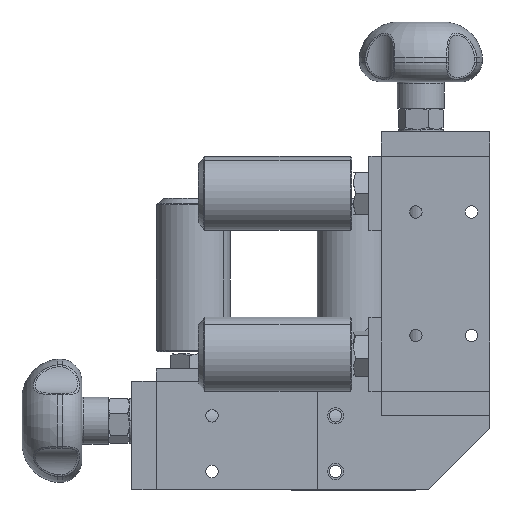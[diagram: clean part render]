
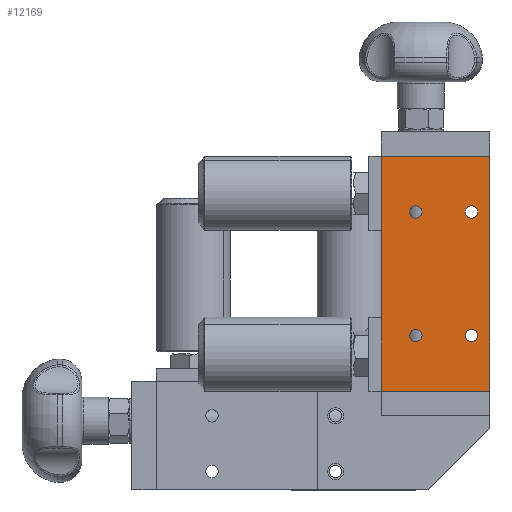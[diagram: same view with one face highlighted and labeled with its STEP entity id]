
A CAD part, left-side view. The second image highlights one B-rep face of the part: STEP entity #12169.
In plain terms, the highlighted planar face has unit normal (-1, 0, 0).
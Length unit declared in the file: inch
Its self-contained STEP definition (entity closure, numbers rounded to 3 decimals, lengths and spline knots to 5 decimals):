
#211 = DIRECTION ( 'NONE',  ( 0., 0., 1. ) ) ;
#596 = ORIENTED_EDGE ( 'NONE', *, *, #6866, .F. ) ;
#904 = CARTESIAN_POINT ( 'NONE',  ( -1.42737, -0.57404, 6.2873 ) ) ;
#986 = VERTEX_POINT ( 'NONE', #904 ) ;
#1116 = DIRECTION ( 'NONE',  ( 0., -1., 0. ) ) ;
#1256 = AXIS2_PLACEMENT_3D ( 'NONE', #14414, #3665, #10019 ) ;
#1288 = CARTESIAN_POINT ( 'NONE',  ( -1.42737, 0.31179, 4.31879 ) ) ;
#1503 = AXIS2_PLACEMENT_3D ( 'NONE', #11015, #1966, #17102 ) ;
#1966 = DIRECTION ( 'NONE',  ( -1., 0., 0. ) ) ;
#2972 = CIRCLE ( 'NONE', #18568, 0.09843 ) ;
#3102 = ORIENTED_EDGE ( 'NONE', *, *, #19266, .F. ) ;
#3146 = EDGE_LOOP ( 'NONE', ( #13822, #9002 ) ) ;
#3154 = FACE_BOUND ( 'NONE', #18449, .T. ) ;
#3199 = CARTESIAN_POINT ( 'NONE',  ( -1.42737, 0.31179, 4.41722 ) ) ;
#3520 = VECTOR ( 'NONE', #1116, 39.37008 ) ;
#3552 = CARTESIAN_POINT ( 'NONE',  ( -1.42737, -0.57404, 4.51564 ) ) ;
#3665 = DIRECTION ( 'NONE',  ( -1., 0., 0. ) ) ;
#3748 = DIRECTION ( 'NONE',  ( -1., 0., 0. ) ) ;
#3978 = DIRECTION ( 'NONE',  ( 0., 0., 1. ) ) ;
#4119 = VERTEX_POINT ( 'NONE', #4754 ) ;
#4380 = CARTESIAN_POINT ( 'NONE',  ( -1.42737, -0.57404, 4.31879 ) ) ;
#4390 = LINE ( 'NONE', #15324, #3520 ) ;
#4483 = VERTEX_POINT ( 'NONE', #7819 ) ;
#4754 = CARTESIAN_POINT ( 'NONE',  ( -1.42737, 0.31179, 6.48415 ) ) ;
#5272 = CARTESIAN_POINT ( 'NONE',  ( -1.42737, 0.86297, 7.27155 ) ) ;
#5490 = ORIENTED_EDGE ( 'NONE', *, *, #15268, .T. ) ;
#5519 = EDGE_CURVE ( 'NONE', #986, #17716, #15261, .T. ) ;
#5601 = ORIENTED_EDGE ( 'NONE', *, *, #11186, .F. ) ;
#5889 = CARTESIAN_POINT ( 'NONE',  ( -1.42737, -0.86932, 3.53139 ) ) ;
#5902 = CIRCLE ( 'NONE', #11621, 0.09843 ) ;
#6137 = VERTEX_POINT ( 'NONE', #19537 ) ;
#6141 = EDGE_LOOP ( 'NONE', ( #14429, #11184, #18632, #5490 ) ) ;
#6631 = CARTESIAN_POINT ( 'NONE',  ( -1.42737, 0.86297, 3.53139 ) ) ;
#6866 = EDGE_CURVE ( 'NONE', #4119, #6137, #17816, .T. ) ;
#6938 = CARTESIAN_POINT ( 'NONE',  ( -1.42737, 0.86297, 3.53139 ) ) ;
#7046 = CARTESIAN_POINT ( 'NONE',  ( -1.42737, -0.57404, 6.48415 ) ) ;
#7252 = VERTEX_POINT ( 'NONE', #5889 ) ;
#7265 = EDGE_CURVE ( 'NONE', #16659, #4483, #4390, .T. ) ;
#7692 = LINE ( 'NONE', #18562, #14189 ) ;
#7736 = FACE_BOUND ( 'NONE', #14357, .T. ) ;
#7819 = CARTESIAN_POINT ( 'NONE',  ( -1.42737, -0.86932, 7.27155 ) ) ;
#8029 = EDGE_CURVE ( 'NONE', #18962, #16659, #7692, .T. ) ;
#8171 = VERTEX_POINT ( 'NONE', #4380 ) ;
#8334 = DIRECTION ( 'NONE',  ( -1., 0., 0. ) ) ;
#8358 = CARTESIAN_POINT ( 'NONE',  ( -1.42737, 0.31179, 4.51564 ) ) ;
#8894 = AXIS2_PLACEMENT_3D ( 'NONE', #6631, #3748, #18999 ) ;
#9002 = ORIENTED_EDGE ( 'NONE', *, *, #12762, .F. ) ;
#9212 = AXIS2_PLACEMENT_3D ( 'NONE', #18384, #17085, #14093 ) ;
#9223 = FACE_BOUND ( 'NONE', #12770, .T. ) ;
#9269 = DIRECTION ( 'NONE',  ( -1., 0., 0. ) ) ;
#9325 = FACE_OUTER_BOUND ( 'NONE', #6141, .T. ) ;
#9729 = LINE ( 'NONE', #6938, #19389 ) ;
#9732 = AXIS2_PLACEMENT_3D ( 'NONE', #3199, #9269, #15360 ) ;
#10019 = DIRECTION ( 'NONE',  ( 0., 0., 1. ) ) ;
#10750 = EDGE_CURVE ( 'NONE', #17224, #8171, #2972, .T. ) ;
#11015 = CARTESIAN_POINT ( 'NONE',  ( -1.42737, -0.57404, 6.38572 ) ) ;
#11070 = EDGE_CURVE ( 'NONE', #18962, #7252, #9729, .T. ) ;
#11184 = ORIENTED_EDGE ( 'NONE', *, *, #8029, .F. ) ;
#11186 = EDGE_CURVE ( 'NONE', #6137, #4119, #13657, .T. ) ;
#11352 = CARTESIAN_POINT ( 'NONE',  ( -1.42737, -0.57404, 4.41722 ) ) ;
#11424 = DIRECTION ( 'NONE',  ( 0., 0., 1. ) ) ;
#11621 = AXIS2_PLACEMENT_3D ( 'NONE', #16009, #8334, #11424 ) ;
#12169 = ADVANCED_FACE ( 'NONE', ( #3154, #9223, #15317, #7736, #9325 ), #15416, .T. ) ;
#12254 = CARTESIAN_POINT ( 'NONE',  ( -1.42737, -0.57404, 4.41722 ) ) ;
#12344 = AXIS2_PLACEMENT_3D ( 'NONE', #12254, #15156, #211 ) ;
#12520 = CIRCLE ( 'NONE', #18257, 0.09843 ) ;
#12646 = ORIENTED_EDGE ( 'NONE', *, *, #5519, .F. ) ;
#12762 = EDGE_CURVE ( 'NONE', #8171, #17224, #15209, .T. ) ;
#12770 = EDGE_LOOP ( 'NONE', ( #596, #5601 ) ) ;
#12999 = VERTEX_POINT ( 'NONE', #1288 ) ;
#13047 = DIRECTION ( 'NONE',  ( 0., 0., 1. ) ) ;
#13657 = CIRCLE ( 'NONE', #1256, 0.09843 ) ;
#13822 = ORIENTED_EDGE ( 'NONE', *, *, #10750, .F. ) ;
#14093 = DIRECTION ( 'NONE',  ( 0., 0., 1. ) ) ;
#14189 = VECTOR ( 'NONE', #18265, 39.37008 ) ;
#14357 = EDGE_LOOP ( 'NONE', ( #14522, #12646 ) ) ;
#14414 = CARTESIAN_POINT ( 'NONE',  ( -1.42737, 0.31179, 6.38572 ) ) ;
#14429 = ORIENTED_EDGE ( 'NONE', *, *, #7265, .F. ) ;
#14522 = ORIENTED_EDGE ( 'NONE', *, *, #19020, .F. ) ;
#14844 = CARTESIAN_POINT ( 'NONE',  ( -1.42737, 0.31179, 4.41722 ) ) ;
#14890 = LINE ( 'NONE', #16478, #15383 ) ;
#15156 = DIRECTION ( 'NONE',  ( -1., 0., 0. ) ) ;
#15209 = CIRCLE ( 'NONE', #12344, 0.09843 ) ;
#15261 = CIRCLE ( 'NONE', #1503, 0.09843 ) ;
#15268 = EDGE_CURVE ( 'NONE', #7252, #4483, #14890, .T. ) ;
#15317 = FACE_BOUND ( 'NONE', #3146, .T. ) ;
#15324 = CARTESIAN_POINT ( 'NONE',  ( -1.42737, 0.86297, 7.27155 ) ) ;
#15360 = DIRECTION ( 'NONE',  ( 0., 0., 1. ) ) ;
#15383 = VECTOR ( 'NONE', #19278, 39.37008 ) ;
#15416 = PLANE ( 'NONE',  #8894 ) ;
#15484 = VERTEX_POINT ( 'NONE', #8358 ) ;
#15606 = EDGE_CURVE ( 'NONE', #15484, #12999, #12520, .T. ) ;
#16009 = CARTESIAN_POINT ( 'NONE',  ( -1.42737, -0.57404, 6.38572 ) ) ;
#16235 = DIRECTION ( 'NONE',  ( -1., 0., 0. ) ) ;
#16431 = CIRCLE ( 'NONE', #9732, 0.09843 ) ;
#16478 = CARTESIAN_POINT ( 'NONE',  ( -1.42737, -0.86932, 3.53139 ) ) ;
#16659 = VERTEX_POINT ( 'NONE', #5272 ) ;
#17085 = DIRECTION ( 'NONE',  ( -1., 0., 0. ) ) ;
#17102 = DIRECTION ( 'NONE',  ( 0., 0., 1. ) ) ;
#17224 = VERTEX_POINT ( 'NONE', #3552 ) ;
#17305 = DIRECTION ( 'NONE',  ( 0., -1., 0. ) ) ;
#17716 = VERTEX_POINT ( 'NONE', #7046 ) ;
#17727 = DIRECTION ( 'NONE',  ( -1., 0., 0. ) ) ;
#17816 = CIRCLE ( 'NONE', #9212, 0.09843 ) ;
#18257 = AXIS2_PLACEMENT_3D ( 'NONE', #14844, #17727, #3978 ) ;
#18265 = DIRECTION ( 'NONE',  ( 0., 0., 1. ) ) ;
#18324 = CARTESIAN_POINT ( 'NONE',  ( -1.42737, 0.86297, 3.53139 ) ) ;
#18384 = CARTESIAN_POINT ( 'NONE',  ( -1.42737, 0.31179, 6.38572 ) ) ;
#18449 = EDGE_LOOP ( 'NONE', ( #19053, #3102 ) ) ;
#18562 = CARTESIAN_POINT ( 'NONE',  ( -1.42737, 0.86297, 3.53139 ) ) ;
#18568 = AXIS2_PLACEMENT_3D ( 'NONE', #11352, #16235, #13047 ) ;
#18632 = ORIENTED_EDGE ( 'NONE', *, *, #11070, .T. ) ;
#18962 = VERTEX_POINT ( 'NONE', #18324 ) ;
#18999 = DIRECTION ( 'NONE',  ( 0., 0., 1. ) ) ;
#19020 = EDGE_CURVE ( 'NONE', #17716, #986, #5902, .T. ) ;
#19053 = ORIENTED_EDGE ( 'NONE', *, *, #15606, .F. ) ;
#19266 = EDGE_CURVE ( 'NONE', #12999, #15484, #16431, .T. ) ;
#19278 = DIRECTION ( 'NONE',  ( 0., 0., 1. ) ) ;
#19389 = VECTOR ( 'NONE', #17305, 39.37008 ) ;
#19537 = CARTESIAN_POINT ( 'NONE',  ( -1.42737, 0.31179, 6.2873 ) ) ;
